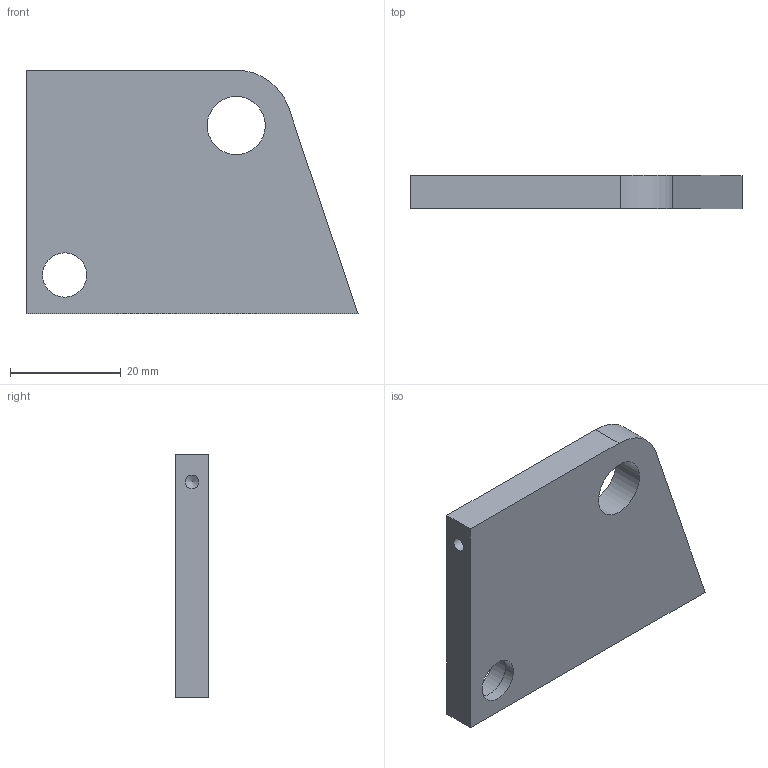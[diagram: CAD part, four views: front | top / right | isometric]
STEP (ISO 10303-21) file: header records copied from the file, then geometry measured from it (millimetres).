
FILE_DESCRIPTION(('FreeCAD Model'),'2;1');
FILE_NAME('Open CASCADE Shape Model','2022-05-02T23:02:03',(''),(''), 'Open CASCADE STEP processor 7.5','FreeCAD','Unknown');
FILE_SCHEMA(('AUTOMOTIVE_DESIGN { 1 0 10303 214 1 1 1 1 }'));
Length unit declared in the file: millimetre
Products named in the file (1): Rear_Panel
Bounding box: 60 x 6 x 44 mm (x, y, z)
Volume: 12608.6 mm3; surface area: 6225.8 mm2
Topology: 1 solids, 1 shells, 17 faces, 39 edges, 25 vertices
Faces by surface type: plane 7, cylinder 7, cone 3
Full cylindrical faces by diameter (mm): 2.5 x1, 3.4 x2, 8 x1, 10 x1, 10.5 x1
Entity records: 498 total; most frequent: DIRECTION 86, CARTESIAN_POINT 79, ORIENTED_EDGE 72, EDGE_CURVE 36, AXIS2_PLACEMENT_3D 32, FACE_BOUND 25, EDGE_LOOP 25, VERTEX_POINT 25
